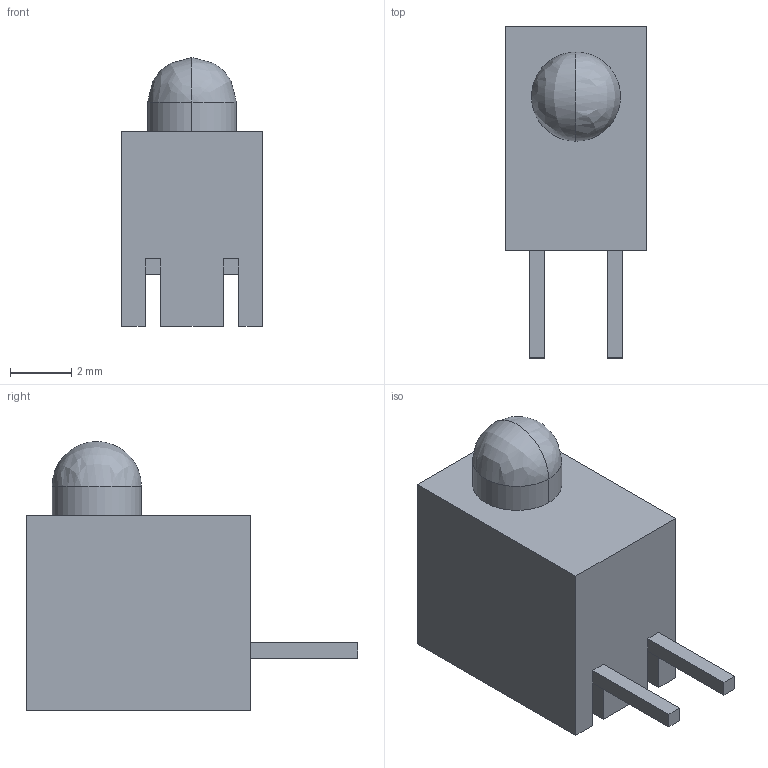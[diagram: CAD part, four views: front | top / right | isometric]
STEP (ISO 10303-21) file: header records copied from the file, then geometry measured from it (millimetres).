
FILE_DESCRIPTION (( 'STEP AP214' ), '1' );
FILE_NAME ('7E818D44-EA3E-4F95-B115-9EA5CB9760F8.STEP', '2023-03-22T17:39:52', ( '' ), ( '' ), 'SwSTEP 2.0', 'SolidWorks 2022', '' );
FILE_SCHEMA (( 'AUTOMOTIVE_DESIGN' ));
Length unit declared in the file: millimetre
Products named in the file (1): 7E818D44-EA3E-4F95-B115-9EA5CB9760F8
Bounding box: 4.6 x 10.8 x 8.75 mm (x, y, z)
Volume: 214 mm3; surface area: 298.5 mm2
Topology: 1 solids, 1 shells, 313 faces, 844 edges, 558 vertices
Faces by surface type: plane 191, bspline 118, cylinder 4
Entity records: 15600 total; most frequent: CARTESIAN_POINT 8138, ORIENTED_EDGE 1680, DIRECTION 1009, EDGE_CURVE 840, LINE 599, VECTOR 599, VERTEX_POINT 558, EDGE_LOOP 342
